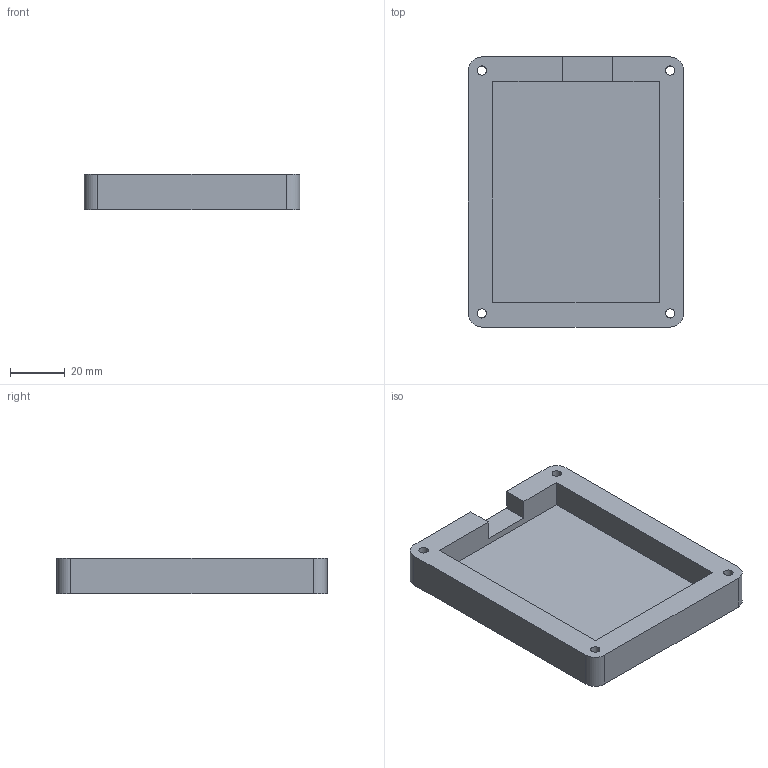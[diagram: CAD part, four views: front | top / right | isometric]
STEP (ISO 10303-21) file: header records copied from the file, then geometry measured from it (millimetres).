
FILE_DESCRIPTION(/* description */ (''),/* implementation_level */ '2;1');
FILE_NAME(/* name */ 'Case Bottom.step',/* time_stamp */ '2025-06-01T19:47:03-04:00',/* author */ (''),/* organization */ (''),/* preprocessor_version */ 'ST-DEVELOPER v20.1',/* originating_system */ 'Autodesk Translation Framework v14.10.0.0',/* authorisation */ '');
FILE_SCHEMA (('AUTOMOTIVE_DESIGN { 1 0 10303 214 3 1 1 }'));
Length unit declared in the file: millimetre
Products named in the file (1): 2025-06-01-17-22-55-758
Bounding box: 79 x 99 x 13 mm (x, y, z)
Volume: 50018.9 mm3; surface area: 23433.8 mm2
Topology: 1 solids, 1 shells, 356 faces, 975 edges, 650 vertices
Faces by surface type: bspline 211, plane 133, cylinder 12
Full cylindrical faces by diameter (mm): 3.4 x4, 6 x4
Entity records: 13222 total; most frequent: CARTESIAN_POINT 5569, ORIENTED_EDGE 1950, EDGE_CURVE 975, DIRECTION 869, VERTEX_POINT 650, LINE 529, VECTOR 529, B_SPLINE_CURVE_WITH_KNOTS 422
